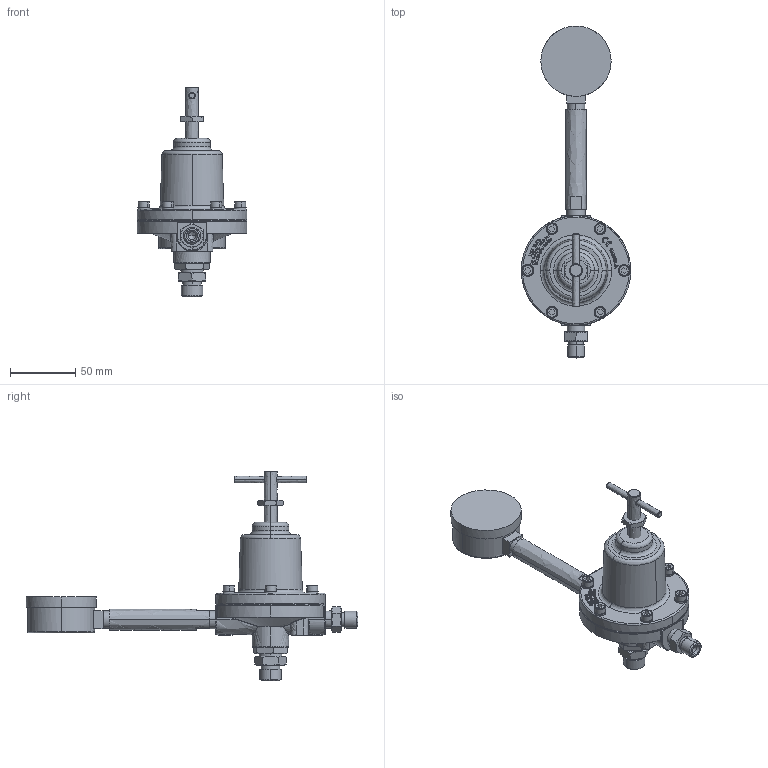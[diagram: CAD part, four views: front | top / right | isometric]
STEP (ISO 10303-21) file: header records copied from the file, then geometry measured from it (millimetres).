
FILE_DESCRIPTION (( 'STEP AP203' ), '1' );
FILE_NAME ('PR-5B_お客様提出用.STEP', '2022-04-18T07:12:37', ( '' ), ( '' ), 'SwSTEP 2.0', 'SolidWorks 2019', '' );
FILE_SCHEMA (( 'CONFIG_CONTROL_DESIGN' ));
Length unit declared in the file: millimetre
Products named in the file (14): PR-5B_お客様提出用.IGS; 04717501_六角ナット_1.IGS; 06639514_O儕儞僌_1.IGS; 04705451_本体(お客様提出用)_1.IGS; 04725450_立上りパイプ_1.IGS; PR-5B_お客様提出用; 04343310_ジョイント_1.IGS; 04711451_ダイアフラムｷｬｯﾌﾟ(お客様提示用)_1.IGS; 07991947_圧力計_1.IGS; 04700450_ジョイント(お客様提出用)_1.IGS; 04731450_ジャミナット_1.IGS; 04970440_ハンドルセット_1.IGS; 06357480__座金組込六角穴付ﾎﾞﾙﾄ_1.IGS; 04976440_ダイアフラム_1.IGS
Assembly tree (18 placements, depth 3):
  PR-5B_お客様提出用
    PR-5B_お客様提出用.IGS
      04705451_本体(お客様提出用)_1.IGS
      04725450_立上りパイプ_1.IGS
      07991947_圧力計_1.IGS
      06639514_O儕儞僌_1.IGS
      04731450_ジャミナット_1.IGS
      04711451_ダイアフラムｷｬｯﾌﾟ(お客様提示用)_1.IGS
      04970440_ハンドルセット_1.IGS
      04976440_ダイアフラム_1.IGS
      06357480__座金組込六角穴付ﾎﾞﾙﾄ_1.IGS  x6
      04343310_ジョイント_1.IGS
      04700450_ジョイント(お客様提出用)_1.IGS
      04717501_六角ナット_1.IGS
Bounding box: 84.08 x 255.01 x 161.14 mm (x, y, z)
Volume: 313423.9 mm3; surface area: 81943.3 mm2
Topology: 17 solids, 17 shells, 2037 faces, 5539 edges, 3645 vertices
Faces by surface type: bspline 2037
Entity records: 73978 total; most frequent: CARTESIAN_POINT 40370, ORIENTED_EDGE 10574, EDGE_CURVE 5287, B_SPLINE_CURVE_WITH_KNOTS 4920, VERTEX_POINT 3485, EDGE_LOOP 2064, ADVANCED_FACE 1932, FACE_OUTER_BOUND 1932
